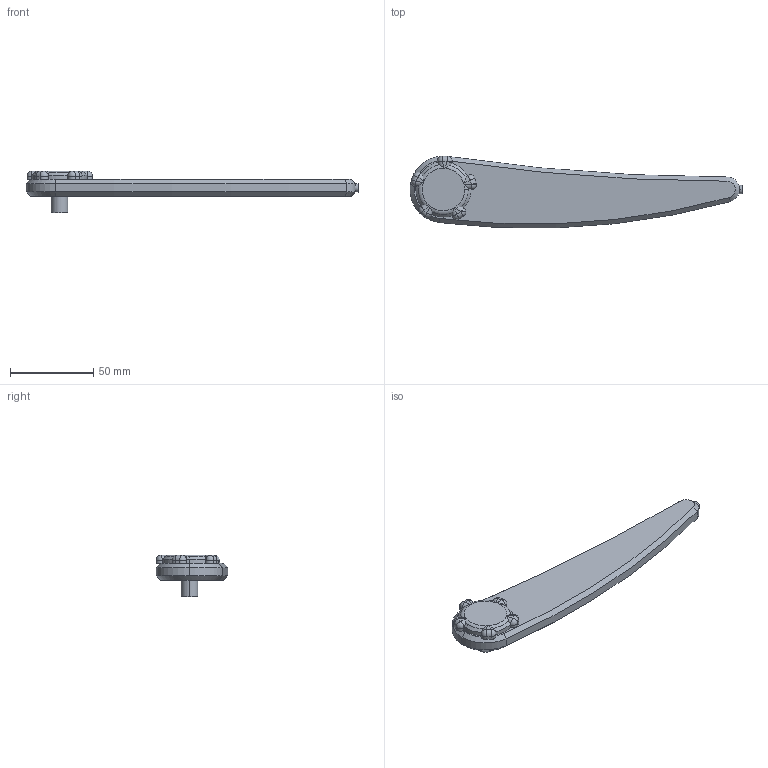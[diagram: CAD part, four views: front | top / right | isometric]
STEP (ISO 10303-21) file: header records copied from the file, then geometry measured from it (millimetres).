
FILE_DESCRIPTION (( 'STEP AP203' ), '1' );
FILE_NAME ('Part_2_Arm_2_Default_sldprt.STEP', '2023-12-04T12:19:26', ( '' ), ( '' ), 'SwSTEP 2.0', 'SolidWorks 2021', '' );
FILE_SCHEMA (( 'CONFIG_CONTROL_DESIGN' ));
Length unit declared in the file: millimetre
Products named in the file (1): Part_2_Arm_2_Default_sldprt
Bounding box: 199 x 43.08 x 25 mm (x, y, z)
Volume: 62938 mm3; surface area: 15974.8 mm2
Topology: 1 solids, 1 shells, 104 faces, 257 edges, 150 vertices
Faces by surface type: cylinder 44, plane 25, cone 16, sphere 13, torus 6
Entity records: 3252 total; most frequent: CARTESIAN_POINT 766, DIRECTION 539, ORIENTED_EDGE 492, EDGE_CURVE 246, AXIS2_PLACEMENT_3D 220, VERTEX_POINT 145, CIRCLE 115, EDGE_LOOP 105
